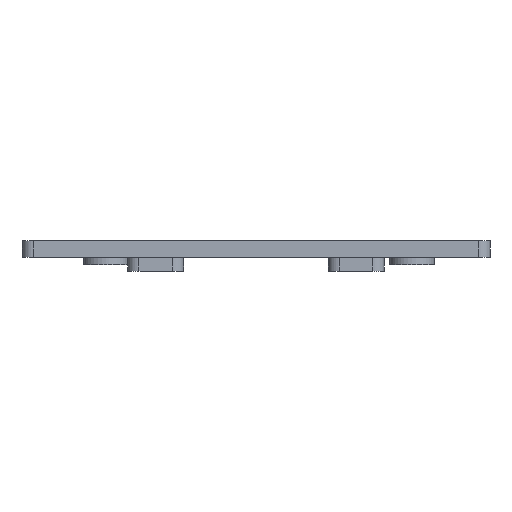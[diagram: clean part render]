
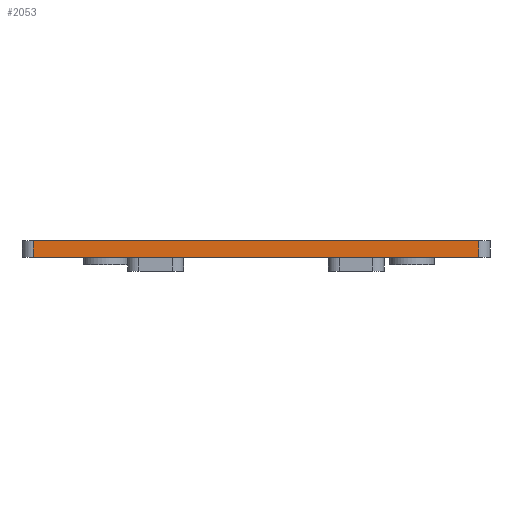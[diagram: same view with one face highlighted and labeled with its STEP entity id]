
A CAD part, front view. The second image highlights one B-rep face of the part: STEP entity #2053.
In plain terms, the highlighted planar face has unit normal (0, -1, 0).
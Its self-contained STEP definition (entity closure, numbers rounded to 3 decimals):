
#20 = LINE ( 'NONE', #2423, #862 ) ;
#42 = DIRECTION ( 'NONE',  ( 0., 0., 1. ) ) ;
#207 = VERTEX_POINT ( 'NONE', #361 ) ;
#361 = CARTESIAN_POINT ( 'NONE',  ( -264.703, 1312.47, 0. ) ) ;
#444 = LINE ( 'NONE', #1011, #678 ) ;
#469 = EDGE_LOOP ( 'NONE', ( #859, #6280, #4838, #4658 ) ) ;
#678 = VECTOR ( 'NONE', #42, 1000. ) ;
#716 = FACE_OUTER_BOUND ( 'NONE', #469, .T. ) ;
#859 = ORIENTED_EDGE ( 'NONE', *, *, #2293, .F. ) ;
#862 = VECTOR ( 'NONE', #5454, 1000. ) ;
#1011 = CARTESIAN_POINT ( 'NONE',  ( -184.703, 1312.47, 3. ) ) ;
#1287 = DIRECTION ( 'NONE',  ( 1., 0., 0. ) ) ;
#2053 = ADVANCED_FACE ( 'NONE', ( #716 ), #2640, .T. ) ;
#2104 = VECTOR ( 'NONE', #2405, 1000. ) ;
#2293 = EDGE_CURVE ( 'NONE', #3404, #207, #5750, .T. ) ;
#2405 = DIRECTION ( 'NONE',  ( -1., 0., 0. ) ) ;
#2418 = EDGE_CURVE ( 'NONE', #4950, #207, #20, .T. ) ;
#2423 = CARTESIAN_POINT ( 'NONE',  ( -264.703, 1312.47, 0. ) ) ;
#2640 = PLANE ( 'NONE',  #6213 ) ;
#2856 = CARTESIAN_POINT ( 'NONE',  ( -184.703, 1312.47, 0. ) ) ;
#3228 = EDGE_CURVE ( 'NONE', #4950, #4268, #4416, .T. ) ;
#3349 = CARTESIAN_POINT ( 'NONE',  ( -266.703, 1312.47, 0. ) ) ;
#3403 = CARTESIAN_POINT ( 'NONE',  ( -184.703, 1312.47, 3. ) ) ;
#3404 = VERTEX_POINT ( 'NONE', #2856 ) ;
#3513 = CARTESIAN_POINT ( 'NONE',  ( -264.703, 1312.47, 3. ) ) ;
#4138 = CARTESIAN_POINT ( 'NONE',  ( -266.703, 1312.47, -85.357 ) ) ;
#4265 = VECTOR ( 'NONE', #1287, 1000. ) ;
#4268 = VERTEX_POINT ( 'NONE', #3403 ) ;
#4416 = LINE ( 'NONE', #5158, #4265 ) ;
#4658 = ORIENTED_EDGE ( 'NONE', *, *, #2418, .T. ) ;
#4838 = ORIENTED_EDGE ( 'NONE', *, *, #3228, .F. ) ;
#4950 = VERTEX_POINT ( 'NONE', #3513 ) ;
#5158 = CARTESIAN_POINT ( 'NONE',  ( -266.703, 1312.47, 3. ) ) ;
#5454 = DIRECTION ( 'NONE',  ( 0., 0., -1. ) ) ;
#5581 = DIRECTION ( 'NONE',  ( 0., 0., -1. ) ) ;
#5666 = EDGE_CURVE ( 'NONE', #3404, #4268, #444, .T. ) ;
#5750 = LINE ( 'NONE', #3349, #2104 ) ;
#6109 = DIRECTION ( 'NONE',  ( 0., -1., 0. ) ) ;
#6213 = AXIS2_PLACEMENT_3D ( 'NONE', #4138, #6109, #5581 ) ;
#6280 = ORIENTED_EDGE ( 'NONE', *, *, #5666, .T. ) ;
